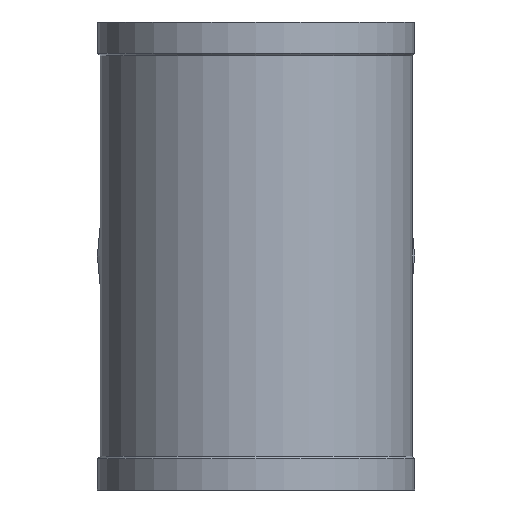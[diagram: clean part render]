
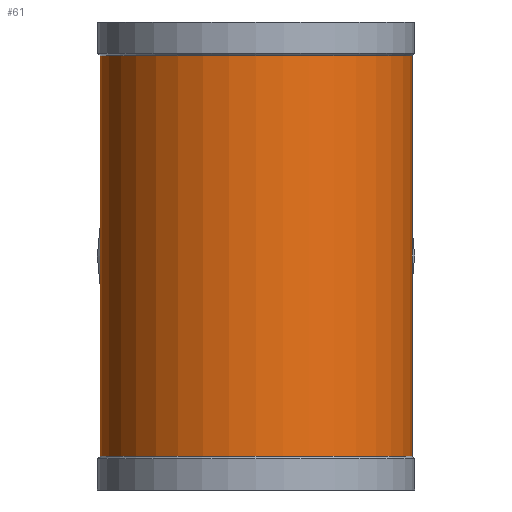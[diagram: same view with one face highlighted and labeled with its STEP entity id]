
A CAD part, left-side view. The second image highlights one B-rep face of the part: STEP entity #61.
In plain terms, the highlighted cylindrical face has radius 300 mm (diameter 600 mm), a full revolution.
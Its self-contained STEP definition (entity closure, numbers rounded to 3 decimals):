
#61 = ADVANCED_FACE( '', ( #135, #136, #137 ), #138, .T. );
#135 = FACE_OUTER_BOUND( '', #220, .T. );
#136 = FACE_BOUND( '', #221, .T. );
#137 = FACE_OUTER_BOUND( '', #222, .T. );
#138 = CYLINDRICAL_SURFACE( '', #223, 300. );
#220 = EDGE_LOOP( '', ( #319 ) );
#221 = EDGE_LOOP( '', ( #320, #321 ) );
#222 = EDGE_LOOP( '', ( #322 ) );
#223 = AXIS2_PLACEMENT_3D( '', #323, #324, #325 );
#319 = ORIENTED_EDGE( '', *, *, #402, .T. );
#320 = ORIENTED_EDGE( '', *, *, #407, .F. );
#321 = ORIENTED_EDGE( '', *, *, #408, .F. );
#322 = ORIENTED_EDGE( '', *, *, #409, .F. );
#323 = CARTESIAN_POINT( '', ( 0., 0., -450. ) );
#324 = DIRECTION( '', ( 0., 0., 1. ) );
#325 = DIRECTION( '', ( -1., 0., 0. ) );
#402 = EDGE_CURVE( '', #456, #456, #457, .T. );
#407 = EDGE_CURVE( '', #464, #465, #466, .T. );
#408 = EDGE_CURVE( '', #465, #464, #467, .F. );
#409 = EDGE_CURVE( '', #468, #468, #469, .T. );
#456 = VERTEX_POINT( '', #519 );
#457 = CIRCLE( '', #520, 300. );
#464 = VERTEX_POINT( '', #527 );
#465 = VERTEX_POINT( '', #528 );
#466 = ELLIPSE( '', #529, 424.264, 300. );
#467 = ELLIPSE( '', #530, 424.264, 300. );
#468 = VERTEX_POINT( '', #531 );
#469 = CIRCLE( '', #532, 300. );
#519 = CARTESIAN_POINT( '', ( -300., 0., 385. ) );
#520 = AXIS2_PLACEMENT_3D( '', #587, #588, #589 );
#527 = CARTESIAN_POINT( '', ( 0., 300., 0. ) );
#528 = CARTESIAN_POINT( '', ( 0., -300., 0. ) );
#529 = AXIS2_PLACEMENT_3D( '', #596, #597, #598 );
#530 = AXIS2_PLACEMENT_3D( '', #599, #600, #601 );
#531 = CARTESIAN_POINT( '', ( -300., 0., -385. ) );
#532 = AXIS2_PLACEMENT_3D( '', #602, #603, #604 );
#587 = CARTESIAN_POINT( '', ( 0., 0., 385. ) );
#588 = DIRECTION( '', ( 0., 0., -1. ) );
#589 = DIRECTION( '', ( -1., 0., 0. ) );
#596 = CARTESIAN_POINT( '', ( 0., 0., 0. ) );
#597 = DIRECTION( '', ( 0.707, 0., -0.707 ) );
#598 = DIRECTION( '', ( -0.707, 0., -0.707 ) );
#599 = CARTESIAN_POINT( '', ( 0., 0., 0. ) );
#600 = DIRECTION( '', ( -0.707, 0., -0.707 ) );
#601 = DIRECTION( '', ( 0.707, 0., -0.707 ) );
#602 = CARTESIAN_POINT( '', ( 0., 0., -385. ) );
#603 = DIRECTION( '', ( 0., 0., -1. ) );
#604 = DIRECTION( '', ( -1., 0., 0. ) );
